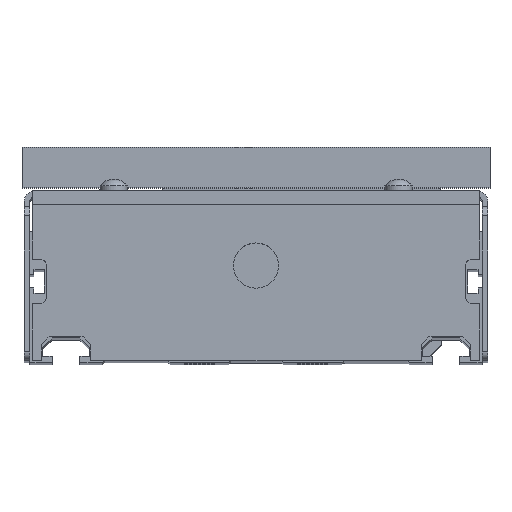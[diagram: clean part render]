
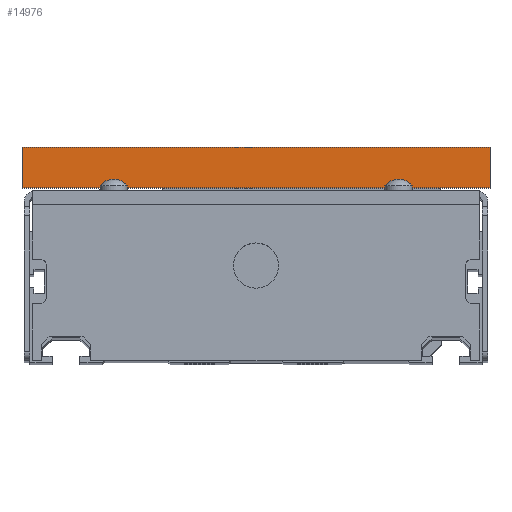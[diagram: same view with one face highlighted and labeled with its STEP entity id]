
A CAD part, top view. The second image highlights one B-rep face of the part: STEP entity #14976.
In plain terms, the highlighted planar face has unit normal (0, 0, 1).
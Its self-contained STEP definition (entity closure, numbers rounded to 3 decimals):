
#567 = VERTEX_POINT ( 'NONE', #18597 ) ;
#1543 = DIRECTION ( 'NONE',  ( 1., 0., 0. ) ) ;
#2854 = VECTOR ( 'NONE', #10218, 1000. ) ;
#2862 = VECTOR ( 'NONE', #1543, 1000. ) ;
#4569 = EDGE_CURVE ( 'NONE', #5186, #14255, #6975, .T. ) ;
#5186 = VERTEX_POINT ( 'NONE', #18540 ) ;
#5477 = VERTEX_POINT ( 'NONE', #20378 ) ;
#6620 = EDGE_CURVE ( 'NONE', #567, #5477, #24363, .T. ) ;
#6975 = LINE ( 'NONE', #8340, #2854 ) ;
#8340 = CARTESIAN_POINT ( 'NONE',  ( -51.75, 17.5, 90. ) ) ;
#8725 = DIRECTION ( 'NONE',  ( 0., 0., 1. ) ) ;
#9100 = EDGE_LOOP ( 'NONE', ( #14299, #10240, #22916, #19860 ) ) ;
#9276 = CARTESIAN_POINT ( 'NONE',  ( -51.75, 26.5, 90. ) ) ;
#9375 = DIRECTION ( 'NONE',  ( 0., 1., 0. ) ) ;
#10018 = AXIS2_PLACEMENT_3D ( 'NONE', #23939, #8725, #10717 ) ;
#10218 = DIRECTION ( 'NONE',  ( 1., 0., 0. ) ) ;
#10240 = ORIENTED_EDGE ( 'NONE', *, *, #14739, .F. ) ;
#10717 = DIRECTION ( 'NONE',  ( 1., 0., 0. ) ) ;
#11490 = CARTESIAN_POINT ( 'NONE',  ( -51.75, 17.5, 90. ) ) ;
#12996 = LINE ( 'NONE', #11490, #13991 ) ;
#13776 = CARTESIAN_POINT ( 'NONE',  ( 51.75, 17.5, 90. ) ) ;
#13991 = VECTOR ( 'NONE', #9375, 1000. ) ;
#14255 = VERTEX_POINT ( 'NONE', #13776 ) ;
#14299 = ORIENTED_EDGE ( 'NONE', *, *, #6620, .F. ) ;
#14739 = EDGE_CURVE ( 'NONE', #5186, #567, #12996, .T. ) ;
#14976 = ADVANCED_FACE ( 'NONE', ( #16339 ), #20202, .T. ) ;
#16339 = FACE_OUTER_BOUND ( 'NONE', #9100, .T. ) ;
#17787 = LINE ( 'NONE', #18266, #17847 ) ;
#17847 = VECTOR ( 'NONE', #17904, 1000. ) ;
#17904 = DIRECTION ( 'NONE',  ( 0., 1., 0. ) ) ;
#18266 = CARTESIAN_POINT ( 'NONE',  ( 51.75, 17.5, 90. ) ) ;
#18540 = CARTESIAN_POINT ( 'NONE',  ( -51.75, 17.5, 90. ) ) ;
#18597 = CARTESIAN_POINT ( 'NONE',  ( -51.75, 26.5, 90. ) ) ;
#19860 = ORIENTED_EDGE ( 'NONE', *, *, #21721, .T. ) ;
#20202 = PLANE ( 'NONE',  #10018 ) ;
#20378 = CARTESIAN_POINT ( 'NONE',  ( 51.75, 26.5, 90. ) ) ;
#21721 = EDGE_CURVE ( 'NONE', #14255, #5477, #17787, .T. ) ;
#22916 = ORIENTED_EDGE ( 'NONE', *, *, #4569, .T. ) ;
#23939 = CARTESIAN_POINT ( 'NONE',  ( -51.75, 17.5, 90. ) ) ;
#24363 = LINE ( 'NONE', #9276, #2862 ) ;
